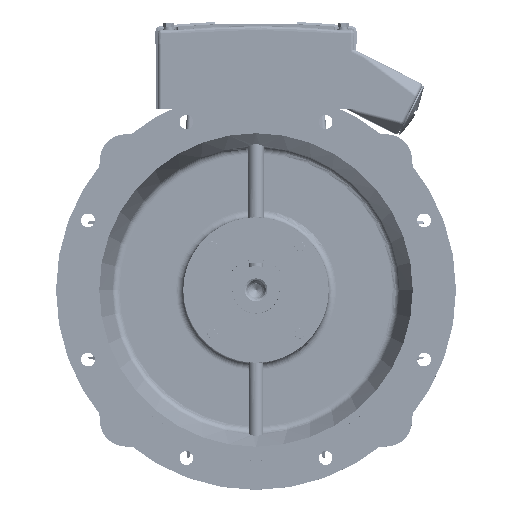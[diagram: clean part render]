
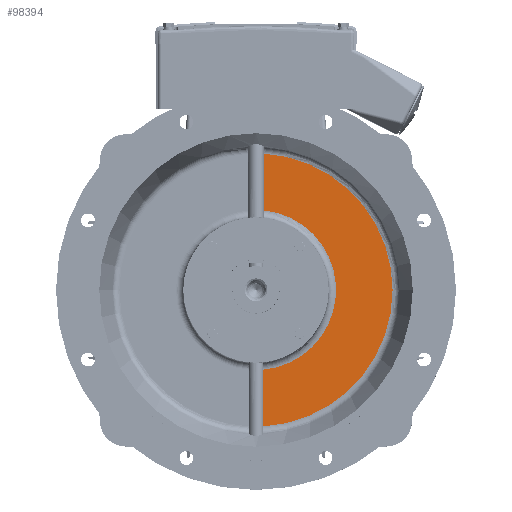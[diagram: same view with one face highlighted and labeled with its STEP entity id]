
A CAD part, top view. The second image highlights one B-rep face of the part: STEP entity #98394.
In plain terms, the highlighted planar face has unit normal (0, 0, 1).
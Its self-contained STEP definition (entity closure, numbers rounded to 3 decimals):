
#72520 = EDGE_CURVE ( 'NONE', #123145, #123150, #292115, .T. ) ;
#72524 = EDGE_CURVE ( 'NONE', #123145, #123148, #236984, .T. ) ;
#72530 = EDGE_CURVE ( 'NONE', #123150, #123152, #237120, .T. ) ;
#72532 = EDGE_CURVE ( 'NONE', #123152, #123148, #292123, .T. ) ;
#98394 = ADVANCED_FACE ( 'NONE', ( #99099 ), #113245, .F. ) ;
#99099 = FACE_OUTER_BOUND ( 'NONE', #122854, .T. ) ;
#99109 = AXIS2_PLACEMENT_3D ( 'NONE', #113246, #113247, #113248 ) ;
#113245 = PLANE ( 'NONE',  #99109 ) ;
#113246 = CARTESIAN_POINT ( 'NONE',  ( 0., 194.798, 283.5 ) ) ;
#113247 = DIRECTION ( 'NONE',  ( 0., 0., -1. ) ) ;
#113248 = DIRECTION ( 'NONE',  ( -1., 0., 0. ) ) ;
#122854 = EDGE_LOOP ( 'NONE', ( #229501, #229509, #229507, #229515 ) ) ;
#123145 = VERTEX_POINT ( 'NONE', #185320 ) ;
#123148 = VERTEX_POINT ( 'NONE', #185322 ) ;
#123150 = VERTEX_POINT ( 'NONE', #185324 ) ;
#123152 = VERTEX_POINT ( 'NONE', #185326 ) ;
#185320 = CARTESIAN_POINT ( 'NONE',  ( 10., -187.529, 283.5 ) ) ;
#185322 = CARTESIAN_POINT ( 'NONE',  ( 10., -109.545, 283.5 ) ) ;
#185324 = CARTESIAN_POINT ( 'NONE',  ( 11., 187.473, 283.5 ) ) ;
#185326 = CARTESIAN_POINT ( 'NONE',  ( 11., 109.449, 283.5 ) ) ;
#227763 = AXIS2_PLACEMENT_3D ( 'NONE', #236924, #236939, #236943 ) ;
#227768 = VECTOR ( 'NONE', #236992, 1000. ) ;
#227773 = VECTOR ( 'NONE', #237128, 1000. ) ;
#227774 = AXIS2_PLACEMENT_3D ( 'NONE', #237094, #237143, #237147 ) ;
#229501 = ORIENTED_EDGE ( 'NONE', *, *, #72524, .F. ) ;
#229507 = ORIENTED_EDGE ( 'NONE', *, *, #72530, .T. ) ;
#229509 = ORIENTED_EDGE ( 'NONE', *, *, #72520, .T. ) ;
#229515 = ORIENTED_EDGE ( 'NONE', *, *, #72532, .T. ) ;
#236924 = CARTESIAN_POINT ( 'NONE',  ( 0., 0., 283.5 ) ) ;
#236939 = DIRECTION ( 'NONE',  ( 0., 0., 1. ) ) ;
#236943 = DIRECTION ( 'NONE',  ( -1., 0., 0. ) ) ;
#236984 = LINE ( 'NONE', #236988, #227768 ) ;
#236988 = CARTESIAN_POINT ( 'NONE',  ( 10., 194.798, 283.5 ) ) ;
#236992 = DIRECTION ( 'NONE',  ( 0., 1., 0. ) ) ;
#237094 = CARTESIAN_POINT ( 'NONE',  ( 0., 0., 283.5 ) ) ;
#237120 = LINE ( 'NONE', #237124, #227773 ) ;
#237124 = CARTESIAN_POINT ( 'NONE',  ( 11., 194.798, 283.5 ) ) ;
#237128 = DIRECTION ( 'NONE',  ( 0., -1., 0. ) ) ;
#237143 = DIRECTION ( 'NONE',  ( 0., 0., -1. ) ) ;
#237147 = DIRECTION ( 'NONE',  ( -1., 0., 0. ) ) ;
#292115 = CIRCLE ( 'NONE', #227763, 187.796 ) ;
#292123 = CIRCLE ( 'NONE', #227774, 110. ) ;
